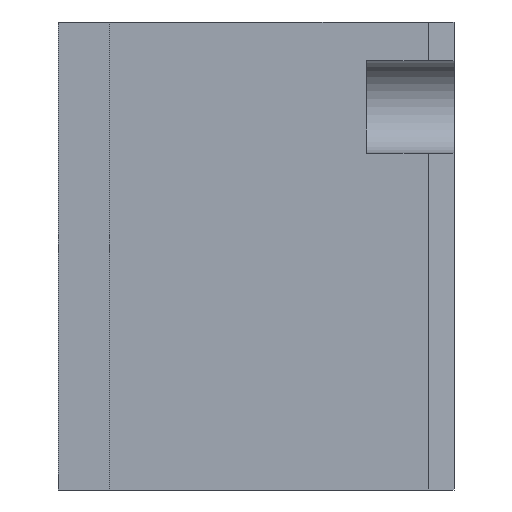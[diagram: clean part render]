
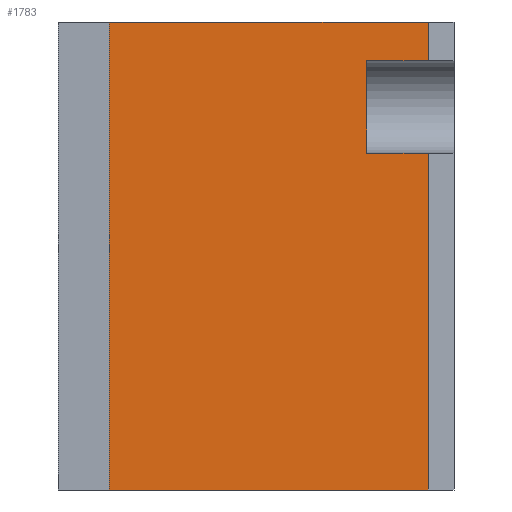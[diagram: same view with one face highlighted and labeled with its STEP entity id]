
A CAD part, left-side view. The second image highlights one B-rep face of the part: STEP entity #1783.
In plain terms, the highlighted planar face has unit normal (-1, 0, 0).
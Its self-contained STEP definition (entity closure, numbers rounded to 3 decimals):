
#112=PLANE('',#1982);
#187=FACE_OUTER_BOUND('',#291,.T.);
#291=EDGE_LOOP('',(#1366,#1367,#1368,#1369,#1370,#1371,#1372,#1373));
#487=LINE('',#2845,#660);
#491=LINE('',#2854,#664);
#492=LINE('',#2856,#665);
#493=LINE('',#2858,#666);
#494=LINE('',#2860,#667);
#495=LINE('',#2862,#668);
#496=LINE('',#2863,#669);
#497=LINE('',#2864,#670);
#660=VECTOR('',#2264,10.);
#664=VECTOR('',#2270,10.);
#665=VECTOR('',#2271,10.);
#666=VECTOR('',#2272,10.);
#667=VECTOR('',#2273,10.);
#668=VECTOR('',#2274,10.);
#669=VECTOR('',#2275,10.);
#670=VECTOR('',#2276,10.);
#846=VERTEX_POINT('',#2843);
#847=VERTEX_POINT('',#2844);
#850=VERTEX_POINT('',#2852);
#851=VERTEX_POINT('',#2853);
#852=VERTEX_POINT('',#2855);
#853=VERTEX_POINT('',#2857);
#854=VERTEX_POINT('',#2859);
#855=VERTEX_POINT('',#2861);
#1042=EDGE_CURVE('',#846,#847,#487,.T.);
#1046=EDGE_CURVE('',#850,#851,#491,.T.);
#1047=EDGE_CURVE('',#852,#850,#492,.T.);
#1048=EDGE_CURVE('',#853,#852,#493,.T.);
#1049=EDGE_CURVE('',#854,#853,#494,.T.);
#1050=EDGE_CURVE('',#855,#854,#495,.T.);
#1051=EDGE_CURVE('',#846,#855,#496,.T.);
#1052=EDGE_CURVE('',#851,#847,#497,.T.);
#1366=ORIENTED_EDGE('',*,*,#1046,.F.);
#1367=ORIENTED_EDGE('',*,*,#1047,.F.);
#1368=ORIENTED_EDGE('',*,*,#1048,.F.);
#1369=ORIENTED_EDGE('',*,*,#1049,.F.);
#1370=ORIENTED_EDGE('',*,*,#1050,.F.);
#1371=ORIENTED_EDGE('',*,*,#1051,.F.);
#1372=ORIENTED_EDGE('',*,*,#1042,.T.);
#1373=ORIENTED_EDGE('',*,*,#1052,.F.);
#1783=ADVANCED_FACE('',(#187),#112,.F.);
#1982=AXIS2_PLACEMENT_3D('',#2851,#2268,#2269);
#2264=DIRECTION('',(0.,0.,-1.));
#2268=DIRECTION('center_axis',(1.,0.,0.));
#2269=DIRECTION('ref_axis',(0.,0.,-1.));
#2270=DIRECTION('',(0.,0.,-1.));
#2271=DIRECTION('',(0.,-1.,0.));
#2272=DIRECTION('',(0.,0.,-1.));
#2273=DIRECTION('',(0.,1.,0.));
#2274=DIRECTION('',(0.,0.,-1.));
#2275=DIRECTION('',(0.,-1.,0.));
#2276=DIRECTION('',(0.,1.,0.));
#2843=CARTESIAN_POINT('',(-53.,28.5,45.5));
#2844=CARTESIAN_POINT('',(-53.,28.5,-45.5));
#2845=CARTESIAN_POINT('',(-53.,28.5,45.5));
#2851=CARTESIAN_POINT('Origin',(-53.,-33.718,2.954));
#2852=CARTESIAN_POINT('',(-53.,-33.5,20.));
#2853=CARTESIAN_POINT('',(-53.,-33.5,-45.5));
#2854=CARTESIAN_POINT('',(-53.,-33.5,24.227));
#2855=CARTESIAN_POINT('',(-53.,-21.5,20.));
#2856=CARTESIAN_POINT('',(-53.,-36.109,20.));
#2857=CARTESIAN_POINT('',(-53.,-21.5,38.));
#2858=CARTESIAN_POINT('',(-53.,-21.5,15.977));
#2859=CARTESIAN_POINT('',(-53.,-33.5,38.));
#2860=CARTESIAN_POINT('',(-53.,-36.109,38.));
#2861=CARTESIAN_POINT('',(-53.,-33.5,45.5));
#2862=CARTESIAN_POINT('',(-53.,-33.5,24.227));
#2863=CARTESIAN_POINT('',(-53.,-16.859,45.5));
#2864=CARTESIAN_POINT('',(-53.,-16.859,-45.5));
